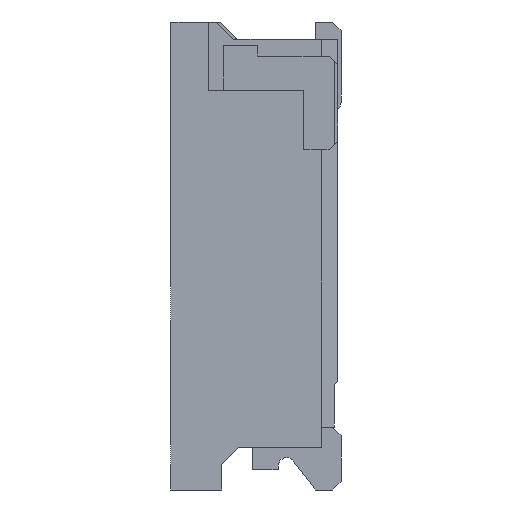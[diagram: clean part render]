
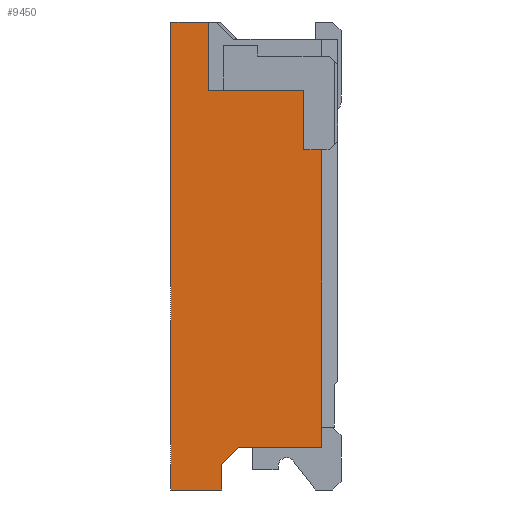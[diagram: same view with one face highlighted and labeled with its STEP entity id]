
A CAD part, left-side view. The second image highlights one B-rep face of the part: STEP entity #9450.
In plain terms, the highlighted planar face has unit normal (-1, 0, 0).
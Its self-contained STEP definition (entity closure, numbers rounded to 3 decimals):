
#1=DIRECTION('',(0.,1.,0.));
#2=VECTOR('',#1,0.105);
#3=CARTESIAN_POINT('',(-3.,-0.395,0.625));
#4=LINE('',#3,#2);
#5=DIRECTION('',(0.,0.,-1.));
#6=VECTOR('',#5,1.75);
#7=CARTESIAN_POINT('',(-3.,-0.395,0.625));
#8=LINE('',#7,#6);
#9=DIRECTION('',(0.,1.,0.));
#10=VECTOR('',#9,0.485);
#11=CARTESIAN_POINT('',(-3.,-0.395,-1.125));
#12=LINE('',#11,#10);
#13=DIRECTION('',(0.,0.707,-0.707));
#14=VECTOR('',#13,0.141);
#15=CARTESIAN_POINT('',(-3.,0.09,-1.125));
#16=LINE('',#15,#14);
#17=DIRECTION('',(0.,0.,-1.));
#18=VECTOR('',#17,0.15);
#19=CARTESIAN_POINT('',(-3.,0.19,-1.225));
#20=LINE('',#19,#18);
#21=DIRECTION('',(0.,1.,0.));
#22=VECTOR('',#21,0.3);
#23=CARTESIAN_POINT('',(-3.,0.19,-1.375));
#24=LINE('',#23,#22);
#25=DIRECTION('',(0.,0.,1.));
#26=VECTOR('',#25,2.75);
#27=CARTESIAN_POINT('',(-3.,0.49,-1.375));
#28=LINE('',#27,#26);
#29=DIRECTION('',(0.,-1.,0.));
#30=VECTOR('',#29,0.22);
#31=CARTESIAN_POINT('',(-3.,0.49,1.375));
#32=LINE('',#31,#30);
#33=DIRECTION('',(0.,0.,-1.));
#34=VECTOR('',#33,0.4);
#35=CARTESIAN_POINT('',(-3.,0.27,1.375));
#36=LINE('',#35,#34);
#37=DIRECTION('',(0.,1.,0.));
#38=VECTOR('',#37,0.56);
#39=CARTESIAN_POINT('',(-3.,-0.29,0.975));
#40=LINE('',#39,#38);
#41=DIRECTION('',(0.,0.,1.));
#42=VECTOR('',#41,0.35);
#43=CARTESIAN_POINT('',(-3.,-0.29,0.625));
#44=LINE('',#43,#42);
#7129=CARTESIAN_POINT('',(-3.,0.19,-1.375));
#7130=CARTESIAN_POINT('',(-3.,0.49,-1.375));
#7131=VERTEX_POINT('',#7129);
#7132=VERTEX_POINT('',#7130);
#7133=CARTESIAN_POINT('',(-3.,0.49,1.375));
#7134=VERTEX_POINT('',#7133);
#7141=CARTESIAN_POINT('',(-3.,0.09,-1.125));
#7142=CARTESIAN_POINT('',(-3.,0.19,-1.225));
#7143=VERTEX_POINT('',#7141);
#7144=VERTEX_POINT('',#7142);
#7395=CARTESIAN_POINT('',(-3.,-0.395,-1.125));
#7396=VERTEX_POINT('',#7395);
#7571=CARTESIAN_POINT('',(-3.,0.27,0.975));
#7573=VERTEX_POINT('',#7571);
#7599=CARTESIAN_POINT('',(-3.,-0.395,0.625));
#7600=CARTESIAN_POINT('',(-3.,-0.29,0.625));
#7601=VERTEX_POINT('',#7599);
#7602=VERTEX_POINT('',#7600);
#7603=CARTESIAN_POINT('',(-3.,-0.29,0.975));
#7604=VERTEX_POINT('',#7603);
#7605=CARTESIAN_POINT('',(-3.,0.27,1.375));
#7606=VERTEX_POINT('',#7605);
#9421=CARTESIAN_POINT('',(-3.,0.,0.));
#9422=DIRECTION('',(1.,0.,0.));
#9423=DIRECTION('',(0.,0.,-1.));
#9424=AXIS2_PLACEMENT_3D('',#9421,#9422,#9423);
#9425=PLANE('',#9424);
#9427=ORIENTED_EDGE('',*,*,#9426,.F.);
#9429=ORIENTED_EDGE('',*,*,#9428,.T.);
#9431=ORIENTED_EDGE('',*,*,#9430,.T.);
#9433=ORIENTED_EDGE('',*,*,#9432,.T.);
#9435=ORIENTED_EDGE('',*,*,#9434,.T.);
#9437=ORIENTED_EDGE('',*,*,#9436,.T.);
#9439=ORIENTED_EDGE('',*,*,#9438,.T.);
#9441=ORIENTED_EDGE('',*,*,#9440,.T.);
#9443=ORIENTED_EDGE('',*,*,#9442,.T.);
#9445=ORIENTED_EDGE('',*,*,#9444,.F.);
#9447=ORIENTED_EDGE('',*,*,#9446,.F.);
#9448=EDGE_LOOP('',(#9427,#9429,#9431,#9433,#9435,#9437,#9439,#9441,#9443,#9445,
#9447));
#9449=FACE_OUTER_BOUND('',#9448,.F.);
#9450=ADVANCED_FACE('',(#9449),#9425,.F.);
#9426=EDGE_CURVE('',#7601,#7602,#4,.T.);
#9428=EDGE_CURVE('',#7601,#7396,#8,.T.);
#9430=EDGE_CURVE('',#7396,#7143,#12,.T.);
#9432=EDGE_CURVE('',#7143,#7144,#16,.T.);
#9434=EDGE_CURVE('',#7144,#7131,#20,.T.);
#9436=EDGE_CURVE('',#7131,#7132,#24,.T.);
#9438=EDGE_CURVE('',#7132,#7134,#28,.T.);
#9440=EDGE_CURVE('',#7134,#7606,#32,.T.);
#9442=EDGE_CURVE('',#7606,#7573,#36,.T.);
#9444=EDGE_CURVE('',#7604,#7573,#40,.T.);
#9446=EDGE_CURVE('',#7602,#7604,#44,.T.);
